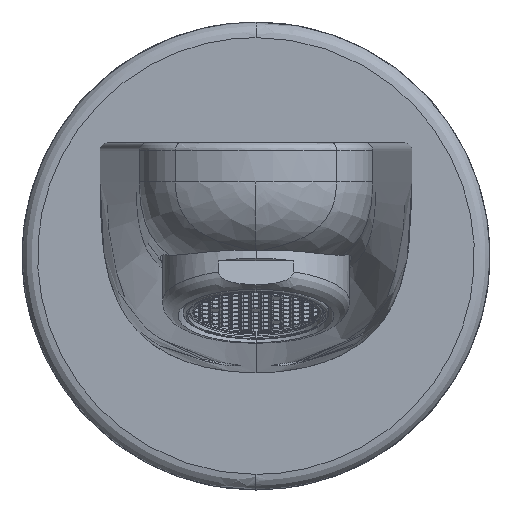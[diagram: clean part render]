
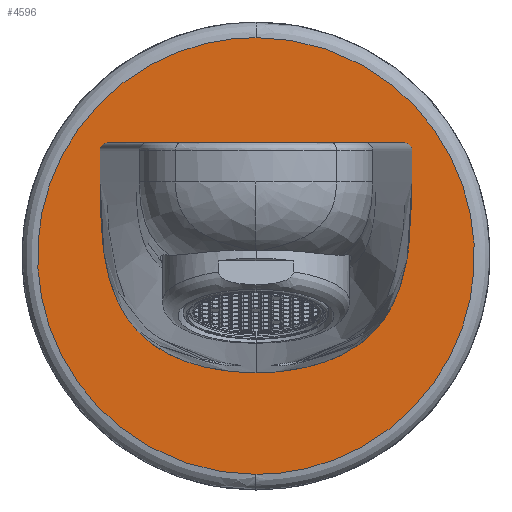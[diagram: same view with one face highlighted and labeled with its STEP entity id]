
A CAD part, front view. The second image highlights one B-rep face of the part: STEP entity #4596.
In plain terms, the highlighted face is planar.
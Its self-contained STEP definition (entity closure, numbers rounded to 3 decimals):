
#4596=ADVANCED_FACE('',(#10166,#5726),#80701,.T.);
#5726=FACE_BOUND('',#15721,.T.);
#10166=FACE_OUTER_BOUND('',#15720,.T.);
#15720=EDGE_LOOP('',(#40573,#40574));
#15721=EDGE_LOOP('',(#40575,#40576));
#40573=ORIENTED_EDGE('',*,*,#54237,.F.);
#40574=ORIENTED_EDGE('',*,*,#54240,.F.);
#40575=ORIENTED_EDGE('',*,*,#54253,.F.);
#40576=ORIENTED_EDGE('',*,*,#54257,.F.);
#54237=EDGE_CURVE('',#75822,#75823,#56318,.T.);
#54240=EDGE_CURVE('',#75823,#75822,#56321,.T.);
#54253=EDGE_CURVE('',#75824,#75825,#56332,.T.);
#54257=EDGE_CURVE('',#75825,#75824,#56334,.T.);
#56318=(
BOUNDED_CURVE()
B_SPLINE_CURVE(2,(#175825,#175826,#175827,#175828,#175829),
 .UNSPECIFIED.,.F.,.F.)
B_SPLINE_CURVE_WITH_KNOTS((3,2,3),(-87.965,-43.982,
0.),.UNSPECIFIED.)
CURVE()
GEOMETRIC_REPRESENTATION_ITEM()
RATIONAL_B_SPLINE_CURVE((1.,0.707,1.,0.707,1.))
REPRESENTATION_ITEM('')
);
#56321=(
BOUNDED_CURVE()
B_SPLINE_CURVE(2,(#175836,#175837,#175838,#175839,#175840),
 .UNSPECIFIED.,.F.,.F.)
B_SPLINE_CURVE_WITH_KNOTS((3,2,3),(-87.965,-43.982,
0.),.UNSPECIFIED.)
CURVE()
GEOMETRIC_REPRESENTATION_ITEM()
RATIONAL_B_SPLINE_CURVE((1.,0.707,1.,0.707,1.))
REPRESENTATION_ITEM('')
);
#56332=(
BOUNDED_CURVE()
B_SPLINE_CURVE(2,(#175891,#175892,#175893,#175894,#175895),
 .UNSPECIFIED.,.F.,.F.)
B_SPLINE_CURVE_WITH_KNOTS((3,2,3),(-40.055,-20.028,
0.),.UNSPECIFIED.)
CURVE()
GEOMETRIC_REPRESENTATION_ITEM()
RATIONAL_B_SPLINE_CURVE((1.,0.707,1.,0.707,1.))
REPRESENTATION_ITEM('')
);
#56334=(
BOUNDED_CURVE()
B_SPLINE_CURVE(2,(#175905,#175906,#175907,#175908,#175909),
 .UNSPECIFIED.,.F.,.F.)
B_SPLINE_CURVE_WITH_KNOTS((3,2,3),(-40.055,-20.028,
0.),.UNSPECIFIED.)
CURVE()
GEOMETRIC_REPRESENTATION_ITEM()
RATIONAL_B_SPLINE_CURVE((1.,0.707,1.,0.707,1.))
REPRESENTATION_ITEM('')
);
#75822=VERTEX_POINT('',#175799);
#75823=VERTEX_POINT('',#175800);
#75824=VERTEX_POINT('',#175801);
#75825=VERTEX_POINT('',#175802);
#80701=PLANE('',#85102);
#85102=AXIS2_PLACEMENT_3D('',#175544,#89332,$);
#89332=DIRECTION('',(0.,1.,0.));
#175544=CARTESIAN_POINT('',(33.702,6.,33.702));
#175799=CARTESIAN_POINT('',(28.,6.,0.));
#175800=CARTESIAN_POINT('',(-28.,6.,0.));
#175801=CARTESIAN_POINT('',(0.,6.,-12.75));
#175802=CARTESIAN_POINT('',(0.,6.,12.75));
#175825=CARTESIAN_POINT('',(28.,6.,0.));
#175826=CARTESIAN_POINT('',(28.,6.,28.));
#175827=CARTESIAN_POINT('',(0.,6.,28.));
#175828=CARTESIAN_POINT('',(-28.,6.,28.));
#175829=CARTESIAN_POINT('',(-28.,6.,0.));
#175836=CARTESIAN_POINT('',(-28.,6.,0.));
#175837=CARTESIAN_POINT('',(-28.,6.,-28.));
#175838=CARTESIAN_POINT('',(0.,6.,-28.));
#175839=CARTESIAN_POINT('',(28.,6.,-28.));
#175840=CARTESIAN_POINT('',(28.,6.,0.));
#175891=CARTESIAN_POINT('',(0.,6.,-12.75));
#175892=CARTESIAN_POINT('',(-12.75,6.,-12.75));
#175893=CARTESIAN_POINT('',(-12.75,6.,0.));
#175894=CARTESIAN_POINT('',(-12.75,6.,12.75));
#175895=CARTESIAN_POINT('',(0.,6.,12.75));
#175905=CARTESIAN_POINT('',(0.,6.,12.75));
#175906=CARTESIAN_POINT('',(12.75,6.,12.75));
#175907=CARTESIAN_POINT('',(12.75,6.,0.));
#175908=CARTESIAN_POINT('',(12.75,6.,-12.75));
#175909=CARTESIAN_POINT('',(0.,6.,-12.75));
